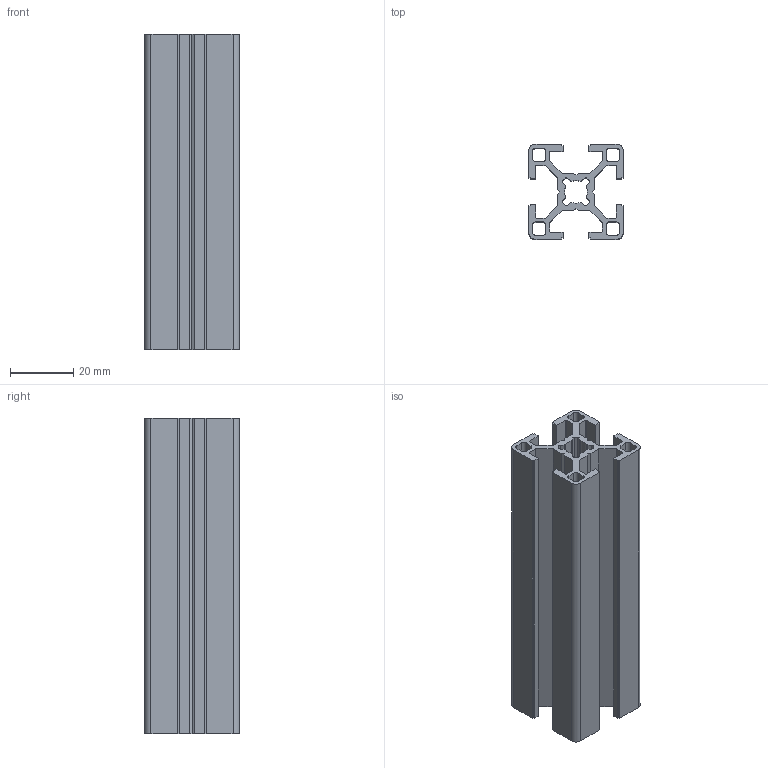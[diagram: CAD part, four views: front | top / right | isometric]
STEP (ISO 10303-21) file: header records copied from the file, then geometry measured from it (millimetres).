
FILE_DESCRIPTION (( 'STEP AP203' ), '1' );
FILE_NAME ('Äåòàëü2.STEP', '2015-06-07T05:42:48', ( 'Advo' ), ( '' ), 'SwSTEP 2.0', 'SolidWorks 2012', '' );
FILE_SCHEMA (( 'CONFIG_CONTROL_DESIGN' ));
Length unit declared in the file: millimetre
Products named in the file (1): 櫻蠉錪2
Bounding box: 30 x 30 x 100 mm (x, y, z)
Volume: 28996.4 mm3; surface area: 34205.7 mm2
Topology: 1 solids, 1 shells, 155 faces, 459 edges, 306 vertices
Faces by surface type: plane 98, cylinder 57
Entity records: 5284 total; most frequent: CARTESIAN_POINT 921, ORIENTED_EDGE 918, DIRECTION 885, EDGE_CURVE 459, VECTOR 345, LINE 345, VERTEX_POINT 306, AXIS2_PLACEMENT_3D 270
